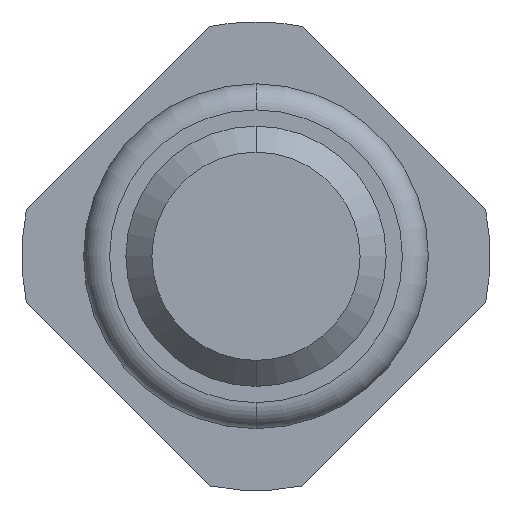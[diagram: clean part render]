
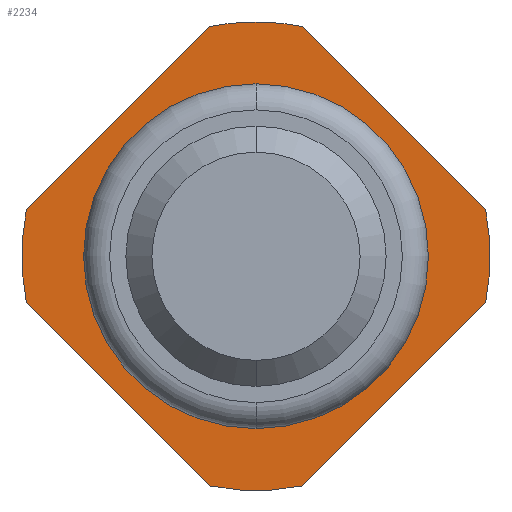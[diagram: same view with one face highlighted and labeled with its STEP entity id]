
A CAD part, front view. The second image highlights one B-rep face of the part: STEP entity #2234.
In plain terms, the highlighted planar face has unit normal (0, -1, 0).
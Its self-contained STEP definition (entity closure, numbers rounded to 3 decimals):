
#54 = CARTESIAN_POINT ( 'NONE',  ( 0., -2., 0. ) ) ;
#77 = EDGE_CURVE ( 'Defeature ausgef�hrt3_2+Defeature ausgef�hrt3_0+Defeature ausgef�hrt3_17+Defeature ausgef�hrt3_18', #3172, #2343, #2757, .T. ) ;
#93 = CARTESIAN_POINT ( 'NONE',  ( 0., -2., 0. ) ) ;
#172 = CARTESIAN_POINT ( 'NONE',  ( -1.764, -2., -0.357 ) ) ;
#182 = EDGE_CURVE ( 'Defeature ausgef�hrt3_17+Defeature ausgef�hrt3_0+Defeature ausgef�hrt3_3+Defeature ausgef�hrt3_2', #988, #3172, #3408, .T. ) ;
#211 = CARTESIAN_POINT ( 'NONE',  ( 0.357, -2., 1.764 ) ) ;
#230 = CARTESIAN_POINT ( 'NONE',  ( 0., -2., 0. ) ) ;
#266 = DIRECTION ( 'NONE',  ( 0., 1., 0. ) ) ;
#298 = VECTOR ( 'NONE', #458, 1000. ) ;
#357 = VECTOR ( 'NONE', #4838, 1000. ) ;
#422 = FACE_BOUND ( 'NONE', #3850, .T. ) ;
#440 = DIRECTION ( 'NONE',  ( 0., 1., 0. ) ) ;
#458 = DIRECTION ( 'NONE',  ( -0.707, 0., 0.707 ) ) ;
#586 = ORIENTED_EDGE ( 'NONE', *, *, #2868, .F. ) ;
#679 = CIRCLE ( 'NONE', #3234, 1.8 ) ;
#751 = VERTEX_POINT ( 'NONE', #172 ) ;
#759 = VERTEX_POINT ( 'NONE', #1724 ) ;
#804 = DIRECTION ( 'NONE',  ( 0., 1., 0. ) ) ;
#840 = CIRCLE ( 'NONE', #1326, 1.8 ) ;
#867 = ORIENTED_EDGE ( 'NONE', *, *, #2776, .F. ) ;
#918 = ORIENTED_EDGE ( 'NONE', *, *, #1782, .F. ) ;
#925 = ORIENTED_EDGE ( 'NONE', *, *, #4242, .T. ) ;
#931 = ORIENTED_EDGE ( 'NONE', *, *, #182, .F. ) ;
#961 = CARTESIAN_POINT ( 'NONE',  ( -0.161, -2., 1.961 ) ) ;
#988 = VERTEX_POINT ( 'NONE', #3393 ) ;
#1042 = DIRECTION ( 'NONE',  ( 0., 0., 1. ) ) ;
#1046 = CARTESIAN_POINT ( 'NONE',  ( 1.961, -2., -0.161 ) ) ;
#1063 = DIRECTION ( 'NONE',  ( 0., 1., 0. ) ) ;
#1112 = DIRECTION ( 'NONE',  ( 0., 0., 1. ) ) ;
#1117 = ORIENTED_EDGE ( 'NONE', *, *, #4410, .F. ) ;
#1276 = CARTESIAN_POINT ( 'NONE',  ( -0.357, -2., -1.764 ) ) ;
#1326 = AXIS2_PLACEMENT_3D ( 'NONE', #1776, #266, #4848 ) ;
#1344 = CARTESIAN_POINT ( 'NONE',  ( 0.357, -2., -1.764 ) ) ;
#1359 = EDGE_CURVE ( 'Defeature ausgef�hrt3_0+Defeature ausgef�hrt3_12+Defeature ausgef�hrt3_12+Defeature ausgef�hrt3_12', #2302, #759, #4356, .T. ) ;
#1499 = DIRECTION ( 'NONE',  ( 0.707, 0., -0.707 ) ) ;
#1600 = CARTESIAN_POINT ( 'NONE',  ( -0.357, -2., 1.764 ) ) ;
#1609 = LINE ( 'NONE', #4572, #3882 ) ;
#1637 = AXIS2_PLACEMENT_3D ( 'NONE', #54, #2345, #4588 ) ;
#1664 = DIRECTION ( 'NONE',  ( 0., 0., 1. ) ) ;
#1724 = CARTESIAN_POINT ( 'NONE',  ( 0., -2., -1.325 ) ) ;
#1776 = CARTESIAN_POINT ( 'NONE',  ( 0., -2., 0. ) ) ;
#1782 = EDGE_CURVE ( 'Defeature ausgef�hrt3_16+Defeature ausgef�hrt3_0+Defeature ausgef�hrt3_4+Defeature ausgef�hrt3_3', #1828, #751, #4069, .T. ) ;
#1791 = CIRCLE ( 'NONE', #4404, 1.325 ) ;
#1828 = VERTEX_POINT ( 'NONE', #1276 ) ;
#1842 = EDGE_CURVE ( 'Defeature ausgef�hrt3_1+Defeature ausgef�hrt3_0+Defeature ausgef�hrt3_18+Defeature ausgef�hrt3_15', #2201, #3737, #679, .T. ) ;
#1904 = PLANE ( 'NONE',  #4604 ) ;
#1957 = DIRECTION ( 'NONE',  ( 0., 0., 1. ) ) ;
#1961 = CARTESIAN_POINT ( 'NONE',  ( 0., -2., 1.325 ) ) ;
#2201 = VERTEX_POINT ( 'NONE', #3325 ) ;
#2234 = ADVANCED_FACE ( 'Defeature ausgef�hrt3_0', ( #422, #2749 ), #1904, .F. ) ;
#2237 = ORIENTED_EDGE ( 'NONE', *, *, #1359, .T. ) ;
#2302 = VERTEX_POINT ( 'NONE', #1961 ) ;
#2343 = VERTEX_POINT ( 'NONE', #3111 ) ;
#2345 = DIRECTION ( 'NONE',  ( 0., 1., 0. ) ) ;
#2383 = DIRECTION ( 'NONE',  ( 0., 1., 0. ) ) ;
#2385 = LINE ( 'NONE', #1046, #357 ) ;
#2504 = ORIENTED_EDGE ( 'NONE', *, *, #3733, .F. ) ;
#2746 = CIRCLE ( 'NONE', #4769, 1.8 ) ;
#2749 = FACE_OUTER_BOUND ( 'NONE', #4135, .T. ) ;
#2757 = CIRCLE ( 'NONE', #3024, 1.8 ) ;
#2776 = EDGE_CURVE ( 'Defeature ausgef�hrt3_18+Defeature ausgef�hrt3_0+Defeature ausgef�hrt3_2+Defeature ausgef�hrt3_1', #4733, #2201, #1609, .T. ) ;
#2853 = DIRECTION ( 'NONE',  ( 0., 0., 1. ) ) ;
#2868 = EDGE_CURVE ( 'Defeature ausgef�hrt3_2+Defeature ausgef�hrt3_0+Defeature ausgef�hrt3_17+Defeature ausgef�hrt3_18', #2343, #4733, #2746, .T. ) ;
#3024 = AXIS2_PLACEMENT_3D ( 'NONE', #230, #4818, #2853 ) ;
#3065 = CARTESIAN_POINT ( 'NONE',  ( 1.8, -2., 0. ) ) ;
#3067 = VERTEX_POINT ( 'NONE', #1344 ) ;
#3076 = CARTESIAN_POINT ( 'NONE',  ( 0., -2., 0. ) ) ;
#3111 = CARTESIAN_POINT ( 'NONE',  ( 0., -2., 1.8 ) ) ;
#3172 = VERTEX_POINT ( 'NONE', #1600 ) ;
#3234 = AXIS2_PLACEMENT_3D ( 'NONE', #4284, #2383, #1664 ) ;
#3236 = VECTOR ( 'NONE', #3253, 1000. ) ;
#3253 = DIRECTION ( 'NONE',  ( 0.707, 0., 0.707 ) ) ;
#3325 = CARTESIAN_POINT ( 'NONE',  ( 1.764, -2., 0.357 ) ) ;
#3352 = ORIENTED_EDGE ( 'NONE', *, *, #4851, .F. ) ;
#3393 = CARTESIAN_POINT ( 'NONE',  ( -1.764, -2., 0.357 ) ) ;
#3408 = LINE ( 'NONE', #961, #3236 ) ;
#3733 = EDGE_CURVE ( 'Defeature ausgef�hrt3_3+Defeature ausgef�hrt3_0+Defeature ausgef�hrt3_16+Defeature ausgef�hrt3_17', #751, #988, #4475, .T. ) ;
#3737 = VERTEX_POINT ( 'NONE', #4885 ) ;
#3850 = EDGE_LOOP ( 'NONE', ( #2237, #925 ) ) ;
#3882 = VECTOR ( 'NONE', #1499, 1000. ) ;
#4069 = LINE ( 'NONE', #4250, #298 ) ;
#4123 = CARTESIAN_POINT ( 'NONE',  ( 0., -2., 0. ) ) ;
#4135 = EDGE_LOOP ( 'NONE', ( #867, #586, #4852, #931, #2504, #918, #1117, #3352, #4740 ) ) ;
#4242 = EDGE_CURVE ( 'Defeature ausgef�hrt3_0+Defeature ausgef�hrt3_12+Defeature ausgef�hrt3_12+Defeature ausgef�hrt3_12', #759, #2302, #1791, .T. ) ;
#4250 = CARTESIAN_POINT ( 'NONE',  ( -0.161, -2., -1.961 ) ) ;
#4277 = DIRECTION ( 'NONE',  ( 0., 1., 0. ) ) ;
#4284 = CARTESIAN_POINT ( 'NONE',  ( 0., -2., 0. ) ) ;
#4356 = CIRCLE ( 'NONE', #1637, 1.325 ) ;
#4404 = AXIS2_PLACEMENT_3D ( 'NONE', #3076, #440, #1957 ) ;
#4410 = EDGE_CURVE ( 'Defeature ausgef�hrt3_4+Defeature ausgef�hrt3_0+Defeature ausgef�hrt3_15+Defeature ausgef�hrt3_16', #3067, #1828, #840, .T. ) ;
#4475 = CIRCLE ( 'NONE', #4832, 1.8 ) ;
#4572 = CARTESIAN_POINT ( 'NONE',  ( 1.961, -2., 0.161 ) ) ;
#4588 = DIRECTION ( 'NONE',  ( 0., 0., 1. ) ) ;
#4604 = AXIS2_PLACEMENT_3D ( 'NONE', #3065, #804, #1112 ) ;
#4671 = DIRECTION ( 'NONE',  ( 0., 0., 1. ) ) ;
#4733 = VERTEX_POINT ( 'NONE', #211 ) ;
#4740 = ORIENTED_EDGE ( 'NONE', *, *, #1842, .F. ) ;
#4769 = AXIS2_PLACEMENT_3D ( 'NONE', #93, #4277, #4671 ) ;
#4818 = DIRECTION ( 'NONE',  ( 0., 1., 0. ) ) ;
#4832 = AXIS2_PLACEMENT_3D ( 'NONE', #4123, #1063, #1042 ) ;
#4838 = DIRECTION ( 'NONE',  ( -0.707, 0., -0.707 ) ) ;
#4848 = DIRECTION ( 'NONE',  ( 0., 0., 1. ) ) ;
#4851 = EDGE_CURVE ( 'Defeature ausgef�hrt3_15+Defeature ausgef�hrt3_0+Defeature ausgef�hrt3_1+Defeature ausgef�hrt3_4', #3737, #3067, #2385, .T. ) ;
#4852 = ORIENTED_EDGE ( 'NONE', *, *, #77, .F. ) ;
#4885 = CARTESIAN_POINT ( 'NONE',  ( 1.764, -2., -0.357 ) ) ;
